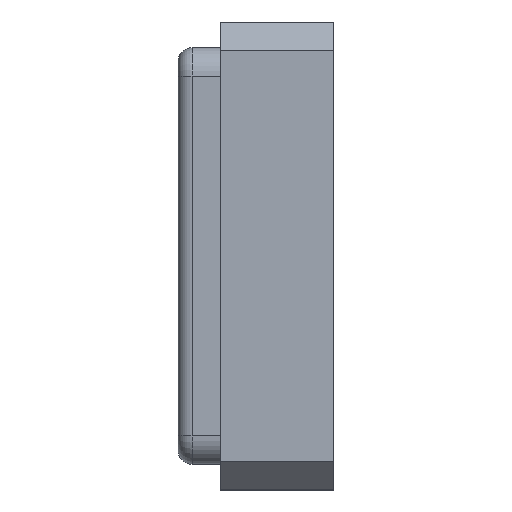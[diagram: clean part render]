
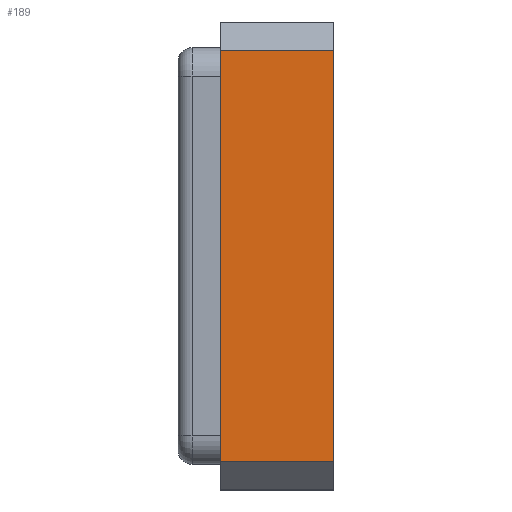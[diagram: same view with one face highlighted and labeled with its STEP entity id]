
A CAD part, left-side view. The second image highlights one B-rep face of the part: STEP entity #189.
In plain terms, the highlighted planar face has unit normal (-1, 0, 0).
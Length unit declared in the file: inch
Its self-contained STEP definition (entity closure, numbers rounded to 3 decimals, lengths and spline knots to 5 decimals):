
#83 = VECTOR ( 'NONE', #718, 39.37008 ) ;
#116 = ORIENTED_EDGE ( 'NONE', *, *, #527, .T. ) ;
#189 = ADVANCED_FACE ( 'NONE', ( #2279 ), #1394, .F. ) ;
#252 = LINE ( 'NONE', #1295, #1766 ) ;
#268 = DIRECTION ( 'NONE',  ( 0., 0., -1. ) ) ;
#355 = DIRECTION ( 'NONE',  ( 0., -1., 0. ) ) ;
#433 = DIRECTION ( 'NONE',  ( 0., 0., 1. ) ) ;
#527 = EDGE_CURVE ( 'NONE', #2174, #2234, #2337, .T. ) ;
#577 = LINE ( 'NONE', #1945, #2150 ) ;
#718 = DIRECTION ( 'NONE',  ( 0., 0., 1. ) ) ;
#880 = EDGE_LOOP ( 'NONE', ( #116, #1850, #1362, #1947 ) ) ;
#947 = AXIS2_PLACEMENT_3D ( 'NONE', #1604, #1385, #268 ) ;
#1076 = LINE ( 'NONE', #1313, #83 ) ;
#1158 = VERTEX_POINT ( 'NONE', #1166 ) ;
#1166 = CARTESIAN_POINT ( 'NONE',  ( -0.1, 0.0315, -0.05713 ) ) ;
#1193 = CARTESIAN_POINT ( 'NONE',  ( -0.1, 0., -0.05713 ) ) ;
#1295 = CARTESIAN_POINT ( 'NONE',  ( -0.1, 0.0315, 0.05713 ) ) ;
#1313 = CARTESIAN_POINT ( 'NONE',  ( -0.1, 0.0315, 0.05713 ) ) ;
#1349 = VECTOR ( 'NONE', #433, 39.37008 ) ;
#1362 = ORIENTED_EDGE ( 'NONE', *, *, #1578, .F. ) ;
#1385 = DIRECTION ( 'NONE',  ( 1., 0., 0. ) ) ;
#1394 = PLANE ( 'NONE',  #947 ) ;
#1408 = CARTESIAN_POINT ( 'NONE',  ( -0.1, 0., 0.05713 ) ) ;
#1551 = CARTESIAN_POINT ( 'NONE',  ( -0.1, 0.0315, 0.05713 ) ) ;
#1578 = EDGE_CURVE ( 'NONE', #1158, #2357, #1076, .T. ) ;
#1604 = CARTESIAN_POINT ( 'NONE',  ( -0.1, 0.0315, 0.05713 ) ) ;
#1609 = EDGE_CURVE ( 'NONE', #1158, #2174, #577, .T. ) ;
#1663 = EDGE_CURVE ( 'NONE', #2357, #2234, #252, .T. ) ;
#1766 = VECTOR ( 'NONE', #1839, 39.37008 ) ;
#1839 = DIRECTION ( 'NONE',  ( 0., -1., 0. ) ) ;
#1850 = ORIENTED_EDGE ( 'NONE', *, *, #1663, .F. ) ;
#1919 = CARTESIAN_POINT ( 'NONE',  ( -0.1, 0., 0.05713 ) ) ;
#1945 = CARTESIAN_POINT ( 'NONE',  ( -0.1, 0.0315, -0.05713 ) ) ;
#1947 = ORIENTED_EDGE ( 'NONE', *, *, #1609, .T. ) ;
#2150 = VECTOR ( 'NONE', #355, 39.37008 ) ;
#2174 = VERTEX_POINT ( 'NONE', #1193 ) ;
#2234 = VERTEX_POINT ( 'NONE', #1408 ) ;
#2279 = FACE_OUTER_BOUND ( 'NONE', #880, .T. ) ;
#2337 = LINE ( 'NONE', #1919, #1349 ) ;
#2357 = VERTEX_POINT ( 'NONE', #1551 ) ;
